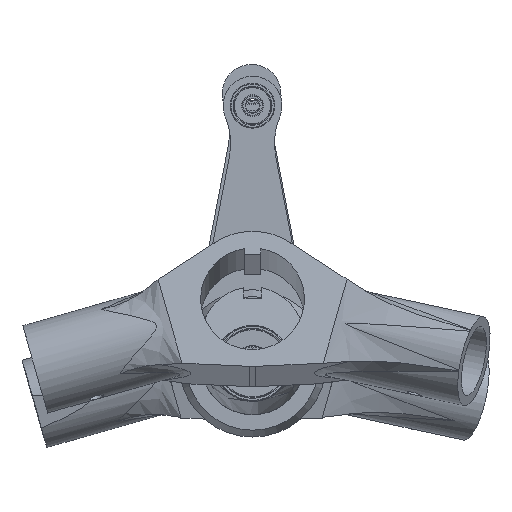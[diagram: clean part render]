
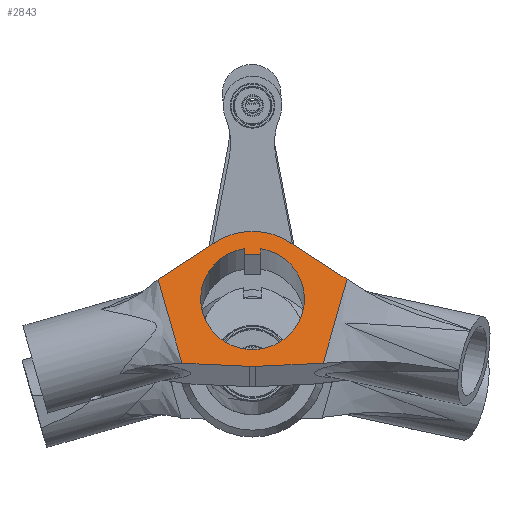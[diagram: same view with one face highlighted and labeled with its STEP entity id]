
A CAD part, front view. The second image highlights one B-rep face of the part: STEP entity #2843.
In plain terms, the highlighted face is planar.
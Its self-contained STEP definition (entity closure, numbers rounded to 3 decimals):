
#158=FACE_BOUND('',#599,.T.);
#342=PLANE('',#3091);
#435=FACE_OUTER_BOUND('',#598,.T.);
#598=EDGE_LOOP('',(#2098,#2099,#2100,#2101,#2102,#2103,#2104,#2105));
#599=EDGE_LOOP('',(#2106,#2107,#2108,#2109));
#765=CIRCLE('',#3050,20.15);
#767=CIRCLE('',#3053,20.15);
#769=CIRCLE('',#3058,15.15);
#901=LINE('',#4201,#1057);
#904=LINE('',#4228,#1060);
#913=LINE('',#4737,#1069);
#915=LINE('',#5062,#1071);
#916=LINE('',#5154,#1072);
#921=LINE('',#5343,#1077);
#926=LINE('',#5494,#1082);
#927=LINE('',#5496,#1083);
#928=LINE('',#5497,#1084);
#1057=VECTOR('',#3395,10.);
#1060=VECTOR('',#3408,10.);
#1069=VECTOR('',#3445,10.);
#1071=VECTOR('',#3447,10.);
#1072=VECTOR('',#3454,10.);
#1077=VECTOR('',#3475,10.);
#1082=VECTOR('',#3490,10.);
#1083=VECTOR('',#3491,10.);
#1084=VECTOR('',#3492,10.);
#1207=VERTEX_POINT('',#4169);
#1209=VERTEX_POINT('',#4172);
#1211=VERTEX_POINT('',#4178);
#1213=VERTEX_POINT('',#4181);
#1219=VERTEX_POINT('',#4200);
#1221=VERTEX_POINT('',#4210);
#1222=VERTEX_POINT('',#4212);
#1226=VERTEX_POINT('',#4221);
#1259=VERTEX_POINT('',#4732);
#1268=VERTEX_POINT('',#5061);
#1289=VERTEX_POINT('',#5493);
#1290=VERTEX_POINT('',#5495);
#1501=EDGE_CURVE('',#1209,#1207,#765,.T.);
#1505=EDGE_CURVE('',#1213,#1211,#767,.T.);
#1512=EDGE_CURVE('',#1219,#1209,#901,.T.);
#1515=EDGE_CURVE('',#1222,#1221,#769,.T.);
#1520=EDGE_CURVE('',#1207,#1226,#904,.T.);
#1559=EDGE_CURVE('',#1226,#1259,#913,.T.);
#1572=EDGE_CURVE('',#1268,#1219,#915,.T.);
#1581=EDGE_CURVE('',#1211,#1268,#916,.T.);
#1596=EDGE_CURVE('',#1259,#1213,#921,.T.);
#1608=EDGE_CURVE('',#1221,#1289,#926,.T.);
#1609=EDGE_CURVE('',#1290,#1289,#927,.T.);
#1610=EDGE_CURVE('',#1222,#1290,#928,.T.);
#2098=ORIENTED_EDGE('',*,*,#1501,.T.);
#2099=ORIENTED_EDGE('',*,*,#1520,.T.);
#2100=ORIENTED_EDGE('',*,*,#1559,.T.);
#2101=ORIENTED_EDGE('',*,*,#1596,.T.);
#2102=ORIENTED_EDGE('',*,*,#1505,.T.);
#2103=ORIENTED_EDGE('',*,*,#1581,.T.);
#2104=ORIENTED_EDGE('',*,*,#1572,.T.);
#2105=ORIENTED_EDGE('',*,*,#1512,.T.);
#2106=ORIENTED_EDGE('',*,*,#1515,.T.);
#2107=ORIENTED_EDGE('',*,*,#1608,.T.);
#2108=ORIENTED_EDGE('',*,*,#1609,.F.);
#2109=ORIENTED_EDGE('',*,*,#1610,.F.);
#2843=ADVANCED_FACE('',(#435,#158),#342,.T.);
#3050=AXIS2_PLACEMENT_3D('',#4173,#3376,#3377);
#3053=AXIS2_PLACEMENT_3D('',#4182,#3384,#3385);
#3058=AXIS2_PLACEMENT_3D('',#4213,#3399,#3400);
#3091=AXIS2_PLACEMENT_3D('',#5492,#3488,#3489);
#3376=DIRECTION('center_axis',(0.219,-0.976,0.));
#3377=DIRECTION('ref_axis',(0.952,0.213,-0.219));
#3384=DIRECTION('center_axis',(0.219,-0.976,0.));
#3385=DIRECTION('ref_axis',(0.952,0.213,-0.219));
#3395=DIRECTION('',(0.976,0.219,0.003));
#3399=DIRECTION('center_axis',(-0.219,0.976,0.));
#3400=DIRECTION('ref_axis',(0.952,0.213,-0.219));
#3408=DIRECTION('',(0.971,0.218,0.097));
#3445=DIRECTION('',(0.213,0.048,0.976));
#3447=DIRECTION('',(0.308,0.069,-0.949));
#3454=DIRECTION('',(-0.784,-0.176,-0.596));
#3475=DIRECTION('',(-0.838,-0.188,0.512));
#3488=DIRECTION('center_axis',(0.219,-0.976,0.));
#3489=DIRECTION('ref_axis',(0.952,0.213,-0.219));
#3490=DIRECTION('',(0.049,0.011,-0.999));
#3491=DIRECTION('',(-0.975,-0.218,-0.05));
#3492=DIRECTION('',(0.049,0.011,-0.999));
#4169=CARTESIAN_POINT('',(9.968,-35.582,11.845));
#4172=CARTESIAN_POINT('',(8.133,-35.993,11.75));
#4173=CARTESIAN_POINT('Origin',(8.065,-36.008,31.9));
#4178=CARTESIAN_POINT('',(-3.645,-38.631,48.087));
#4181=CARTESIAN_POINT('',(18.134,-33.752,49.208));
#4182=CARTESIAN_POINT('Origin',(8.065,-36.008,31.9));
#4200=CARTESIAN_POINT('',(-11.087,-40.298,11.682));
#4201=CARTESIAN_POINT('',(-11.087,-40.298,11.682));
#4210=CARTESIAN_POINT('',(5.043,-36.685,46.73));
#4212=CARTESIAN_POINT('',(9.623,-35.659,46.966));
#4213=CARTESIAN_POINT('Origin',(8.065,-36.008,31.9));
#4221=CARTESIAN_POINT('',(29.098,-31.297,13.75));
#4228=CARTESIAN_POINT('',(29.098,-31.297,13.75));
#4732=CARTESIAN_POINT('',(34.644,-30.055,39.121));
#4737=CARTESIAN_POINT('',(34.644,-30.055,39.121));
#5061=CARTESIAN_POINT('',(-19.085,-42.089,36.356));
#5062=CARTESIAN_POINT('',(-19.085,-42.089,36.356));
#5154=CARTESIAN_POINT('',(-19.085,-42.089,36.356));
#5343=CARTESIAN_POINT('',(34.644,-30.055,39.121));
#5492=CARTESIAN_POINT('Origin',(8.065,-36.008,31.9));
#5493=CARTESIAN_POINT('',(5.126,-36.666,45.034));
#5494=CARTESIAN_POINT('',(4.954,-36.705,48.529));
#5495=CARTESIAN_POINT('',(9.706,-35.64,45.27));
#5496=CARTESIAN_POINT('',(9.706,-35.64,45.27));
#5497=CARTESIAN_POINT('',(9.535,-35.679,48.765));
